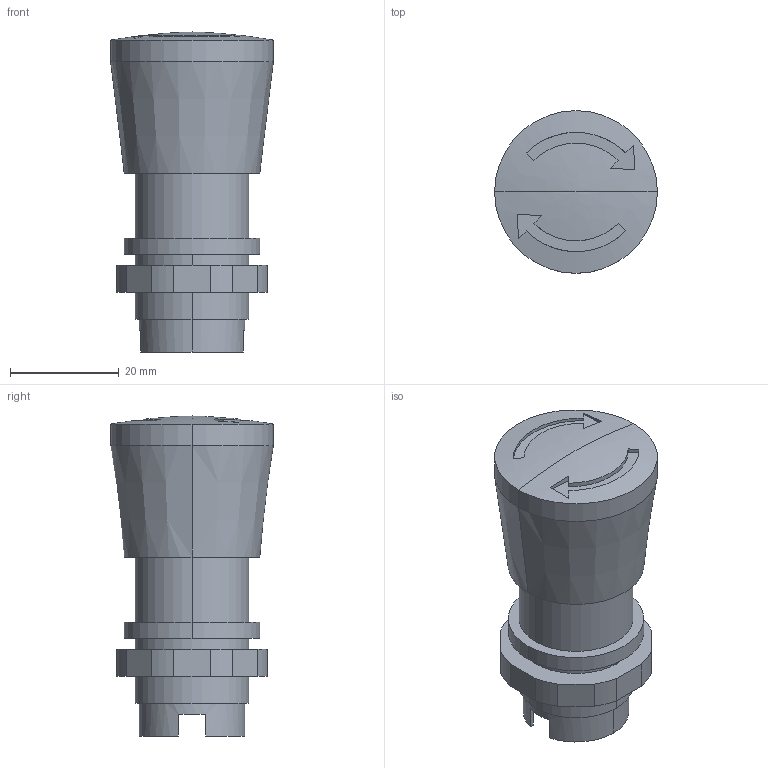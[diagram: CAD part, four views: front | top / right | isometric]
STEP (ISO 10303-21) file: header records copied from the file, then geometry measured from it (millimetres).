
FILE_DESCRIPTION((''),'2;1');
FILE_NAME('3d_LPCB6634.stp','2012-10-03T10:55:41',(''),(''),'Mechanical Desktop 2011','Mechanical Desktop 2011',', , ');
FILE_SCHEMA(('CONFIG_CONTROL_DESIGN'));
Length unit declared in the file: millimetre
Products named in the file (1): Product
Bounding box: 30 x 30 x 59 mm (x, y, z)
Volume: 27376.6 mm3; surface area: 8092.9 mm2
Topology: 3 solids, 3 shells, 64 faces, 160 edges, 105 vertices
Faces by surface type: plane 34, cylinder 23, bspline 5, cone 2
Entity records: 2207 total; most frequent: CARTESIAN_POINT 602, ORIENTED_EDGE 316, DIRECTION 306, EDGE_CURVE 158, AXIS2_PLACEMENT_3D 115, VERTEX_POINT 105, VECTOR 76, LINE 76
